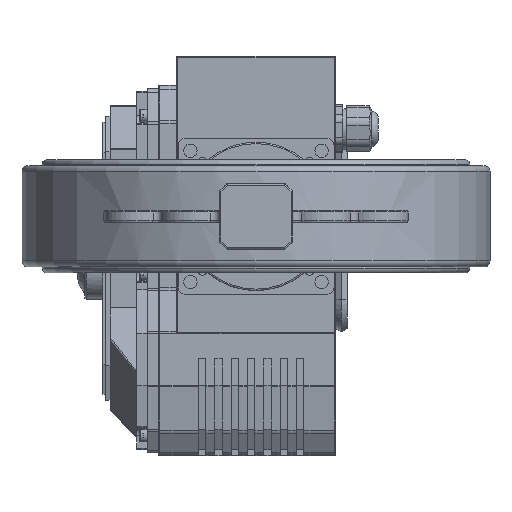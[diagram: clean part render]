
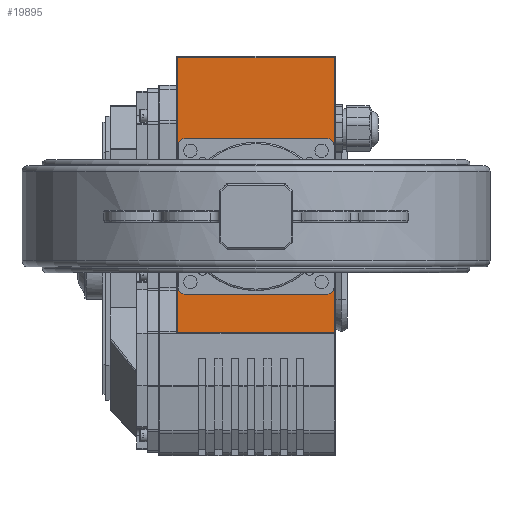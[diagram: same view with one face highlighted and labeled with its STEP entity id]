
A CAD part, front view. The second image highlights one B-rep face of the part: STEP entity #19895.
In plain terms, the highlighted planar face has unit normal (0, -1, 0).
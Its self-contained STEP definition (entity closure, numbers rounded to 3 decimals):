
#249=FACE_BOUND('',#2720,.T.);
#536=PLANE('',#21894);
#1605=FACE_OUTER_BOUND('',#2719,.T.);
#2719=EDGE_LOOP('',(#15506,#15507,#15508,#15509));
#2720=EDGE_LOOP('',(#15510,#15511,#15512,#15513,#15514,#15515,#15516,#15517));
#3889=CIRCLE('',#21830,5.);
#3902=CIRCLE('',#21846,5.);
#3903=CIRCLE('',#21849,5.);
#3904=CIRCLE('',#21852,5.);
#4496=LINE('',#30911,#6190);
#4515=LINE('',#31036,#6209);
#4520=LINE('',#31050,#6214);
#5065=LINE('',#33113,#6759);
#5071=LINE('',#33151,#6765);
#5074=LINE('',#33160,#6768);
#5102=LINE('',#33244,#6796);
#5104=LINE('',#33253,#6798);
#6190=VECTOR('',#24253,10.);
#6209=VECTOR('',#24368,10.);
#6214=VECTOR('',#24383,10.);
#6759=VECTOR('',#25968,10.);
#6765=VECTOR('',#26006,10.);
#6768=VECTOR('',#26015,10.);
#6796=VECTOR('',#26121,10.);
#6798=VECTOR('',#26133,10.);
#8180=VERTEX_POINT('',#30882);
#8188=VERTEX_POINT('',#30902);
#8190=VERTEX_POINT('',#30914);
#8227=VERTEX_POINT('',#31048);
#8862=VERTEX_POINT('',#33103);
#8863=VERTEX_POINT('',#33105);
#8865=VERTEX_POINT('',#33111);
#8880=VERTEX_POINT('',#33145);
#8881=VERTEX_POINT('',#33149);
#8882=VERTEX_POINT('',#33153);
#8883=VERTEX_POINT('',#33155);
#8884=VERTEX_POINT('',#33159);
#10315=EDGE_CURVE('',#8180,#8188,#4496,.T.);
#10367=EDGE_CURVE('',#8188,#8190,#4515,.T.);
#10374=EDGE_CURVE('',#8227,#8180,#4520,.T.);
#11241=EDGE_CURVE('',#8862,#8863,#3889,.F.);
#11245=EDGE_CURVE('',#8862,#8865,#5065,.T.);
#11262=EDGE_CURVE('',#8880,#8865,#3902,.F.);
#11264=EDGE_CURVE('',#8880,#8881,#5071,.T.);
#11266=EDGE_CURVE('',#8882,#8883,#3903,.F.);
#11268=EDGE_CURVE('',#8884,#8883,#5074,.T.);
#11270=EDGE_CURVE('',#8884,#8881,#3904,.F.);
#11312=EDGE_CURVE('',#8882,#8863,#5102,.T.);
#11316=EDGE_CURVE('',#8227,#8190,#5104,.T.);
#15506=ORIENTED_EDGE('',*,*,#10374,.F.);
#15507=ORIENTED_EDGE('',*,*,#11316,.T.);
#15508=ORIENTED_EDGE('',*,*,#10367,.F.);
#15509=ORIENTED_EDGE('',*,*,#10315,.F.);
#15510=ORIENTED_EDGE('',*,*,#11268,.T.);
#15511=ORIENTED_EDGE('',*,*,#11266,.F.);
#15512=ORIENTED_EDGE('',*,*,#11312,.T.);
#15513=ORIENTED_EDGE('',*,*,#11241,.F.);
#15514=ORIENTED_EDGE('',*,*,#11245,.T.);
#15515=ORIENTED_EDGE('',*,*,#11262,.F.);
#15516=ORIENTED_EDGE('',*,*,#11264,.T.);
#15517=ORIENTED_EDGE('',*,*,#11270,.F.);
#19895=ADVANCED_FACE('',(#1605,#249),#536,.T.);
#21830=AXIS2_PLACEMENT_3D('',#33106,#25961,#25962);
#21846=AXIS2_PLACEMENT_3D('',#33147,#26001,#26002);
#21849=AXIS2_PLACEMENT_3D('',#33156,#26010,#26011);
#21852=AXIS2_PLACEMENT_3D('',#33163,#26019,#26020);
#21894=AXIS2_PLACEMENT_3D('',#33252,#26131,#26132);
#24253=DIRECTION('',(-1.,0.,0.));
#24368=DIRECTION('',(0.,0.,1.));
#24383=DIRECTION('',(0.,0.,-1.));
#25961=DIRECTION('center_axis',(0.,1.,0.));
#25962=DIRECTION('ref_axis',(-0.707,0.,0.707));
#25968=DIRECTION('',(1.,0.,0.));
#26001=DIRECTION('center_axis',(0.,1.,0.));
#26002=DIRECTION('ref_axis',(0.707,0.,0.707));
#26006=DIRECTION('',(0.,0.,-1.));
#26010=DIRECTION('center_axis',(0.,1.,0.));
#26011=DIRECTION('ref_axis',(-0.707,0.,-0.707));
#26015=DIRECTION('',(-1.,0.,0.));
#26019=DIRECTION('center_axis',(0.,1.,0.));
#26020=DIRECTION('ref_axis',(0.707,0.,-0.707));
#26121=DIRECTION('',(0.,0.,1.));
#26131=DIRECTION('center_axis',(0.,-1.,0.));
#26132=DIRECTION('ref_axis',(0.,0.,-1.));
#26133=DIRECTION('',(-1.,0.,0.));
#30882=CARTESIAN_POINT('',(106.5,-54.5,-83.5));
#30902=CARTESIAN_POINT('',(1.,-54.5,-83.5));
#30911=CARTESIAN_POINT('',(26.875,-54.5,-83.5));
#30914=CARTESIAN_POINT('',(1.,-54.5,101.256));
#31036=CARTESIAN_POINT('',(1.,-54.5,29.189));
#31048=CARTESIAN_POINT('',(106.5,-54.5,101.256));
#31050=CARTESIAN_POINT('',(106.5,-54.5,29.189));
#33103=CARTESIAN_POINT('',(6.25,-54.5,75.835));
#33105=CARTESIAN_POINT('',(1.25,-54.5,70.835));
#33106=CARTESIAN_POINT('Origin',(6.25,-54.5,70.835));
#33111=CARTESIAN_POINT('',(101.25,-54.5,75.835));
#33113=CARTESIAN_POINT('',(80.,-54.5,75.835));
#33145=CARTESIAN_POINT('',(106.25,-54.5,70.835));
#33147=CARTESIAN_POINT('Origin',(101.25,-54.5,70.835));
#33149=CARTESIAN_POINT('',(106.25,-54.5,-24.165));
#33151=CARTESIAN_POINT('',(106.25,-54.5,-10.393));
#33153=CARTESIAN_POINT('',(1.25,-54.5,-24.165));
#33155=CARTESIAN_POINT('',(6.25,-54.5,-29.165));
#33156=CARTESIAN_POINT('Origin',(6.25,-54.5,-24.165));
#33159=CARTESIAN_POINT('',(101.25,-54.5,-29.165));
#33160=CARTESIAN_POINT('',(27.5,-54.5,-29.165));
#33163=CARTESIAN_POINT('Origin',(101.25,-54.5,-24.165));
#33244=CARTESIAN_POINT('',(1.25,-54.5,42.107));
#33252=CARTESIAN_POINT('Origin',(53.75,-54.5,8.378));
#33253=CARTESIAN_POINT('',(0.,-54.5,101.256));
